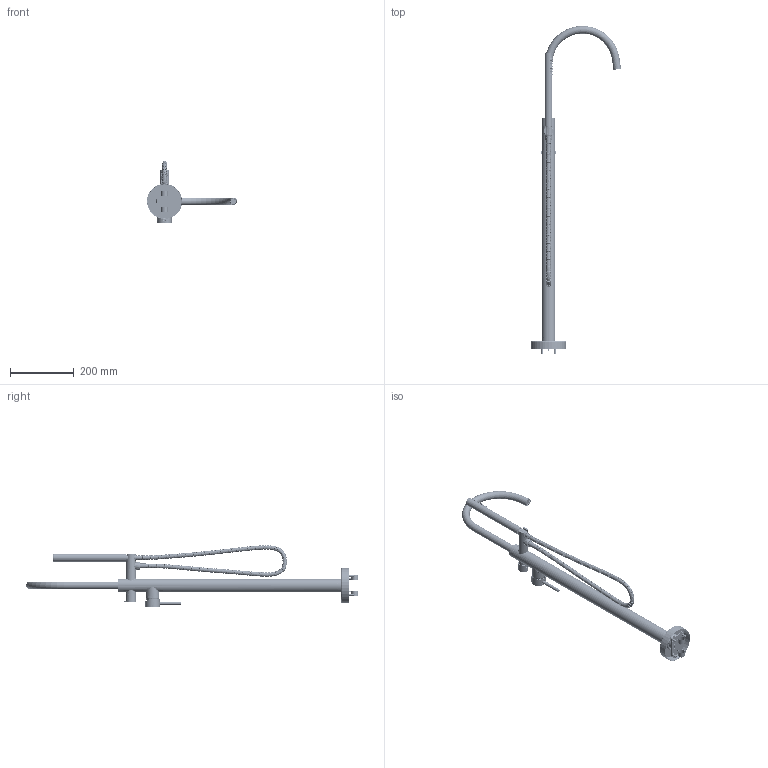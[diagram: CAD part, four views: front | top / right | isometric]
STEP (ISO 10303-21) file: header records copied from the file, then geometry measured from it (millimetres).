
FILE_DESCRIPTION((''),'2;1');
FILE_NAME('8404C008CP_ASM','2023-07-13T08:30:34',('Administrator'),(''),'CREO PARAMETRIC BY PTC INC, 2018500','CREO PARAMETRIC BY PTC INC, 2018500','');
FILE_SCHEMA(('CONFIG_CONTROL_DESIGN'));
Products named in the file (82): 804D005NF_AF0; 812C053NF_AF0; 811S190NF_AF0; 811S190NF_AF1; 811S192NF_AF0; 840400800; 6_AF0; 6_AF1; 6_AF2; 6_AF3; 6_AF4; 6_AF5; 8; 811S191NF; 810S196NF; 11; 805A040NF_2938; 805A040NF_3592; 805A040NF_ASM; 9; 10; 35D-11; 12; 13; 14; 15; 600; M5_1000; 8202036000_ASM; 806S161CP; 100; 16; 17; 816A009NF; 18; 840400800_ASM; 19; __1_AF0; 2_A; M8_A ...
Assembly tree (90 placements, depth 3):
  8404C008CP_ASM
    804D005NF_AF0
    812C053NF_AF0
    811S190NF_AF0
    811S190NF_AF1
    811S192NF_AF0
    840400800
    6_AF0
    6_AF1
    6_AF2
    6_AF3
    6_AF4
    6_AF5
    8
    811S191NF  x2
    810S196NF  x2
    11  x4
    805A040NF_ASM
      805A040NF_2938
      805A040NF_3592
    9
    10
    35D-11
    12
    13
    14
    15
    8202036000_ASM
      600
      M5_1000
    806S161CP
    840400800_ASM
      100
      16
      17  x2
      816A009NF
      18
    19
    M8_AF000_ASM
      __1_AF0
      2_A
      M8_A
      M8_AF
      12X6_2-1_4_A
    M8_AF100_ASM
      __1_AF1
      2_A
      M8_A
      M8_AF
      12X6_2-1_4_A
    M8_AF200_ASM
      __1_AF2
      2_A
      M8_A
      M8_AF
      12X6_2-1_4_A
    M8_AF300_ASM
      __1_AF3
      2_A
      M8_A
Bounding box: 281.83 x 1039.01 x 192.7 mm (x, y, z)
Volume: 771699.8 mm3; surface area: 542144.1 mm2
Topology: 95 solids, 121 shells, 4557 faces, 10030 edges, 6191 vertices
Faces by surface type: cylinder 1564, torus 1332, plane 1077, bspline 324, extrusion 158, cone 94, sphere 8
Entity records: 180095 total; most frequent: CARTESIAN_POINT 78823, DIRECTION 22508, ORIENTED_EDGE 19566, EDGE_CURVE 9880, AXIS2_PLACEMENT_3D 9851, VERTEX_POINT 6103, CIRCLE 5610, EDGE_LOOP 5180
